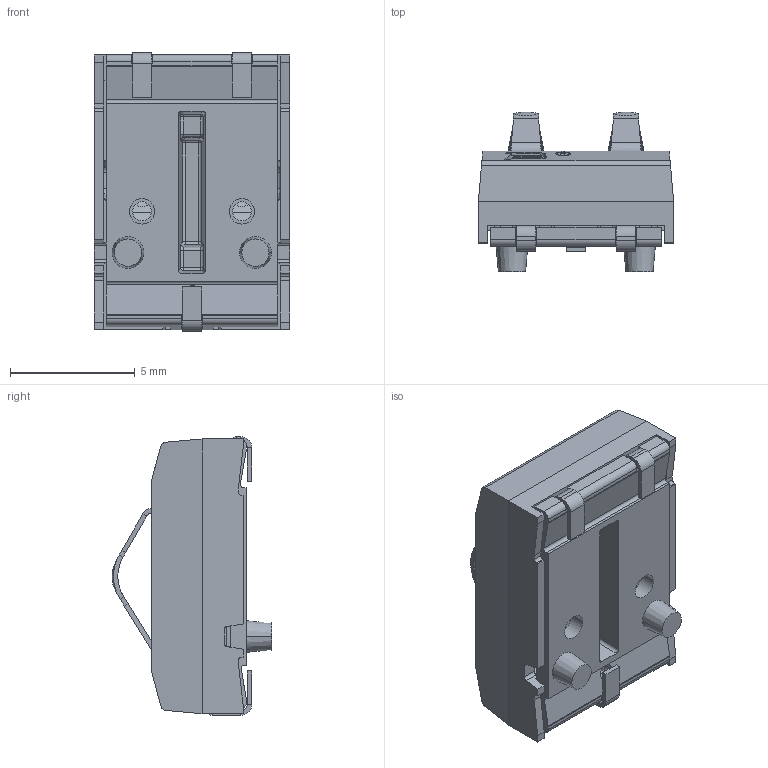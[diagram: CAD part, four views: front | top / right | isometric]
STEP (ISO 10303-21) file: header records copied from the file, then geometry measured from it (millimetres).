
FILE_DESCRIPTION((''),'2;1');
FILE_NAME('33756-73702','2021-04-30T11:09:58',('RICKB'),('Bourns, Inc.'),'CREO PARAMETRIC BY PTC INC, 2018050','CREO PARAMETRIC BY PTC INC, 2018050','');
FILE_SCHEMA(('AUTOMOTIVE_DESIGN { 1 0 10303 214 1 1 1 1 }'));
Length unit declared in the file: inch
Products named in the file (1): 33756-73702
Bounding box: 7.82 x 6.39 x 11.15 mm (x, y, z)
Volume: 162.2 mm3; surface area: 710.1 mm2
Topology: 1 solids, 1 shells, 637 faces, 1729 edges, 1074 vertices
Faces by surface type: plane 429, cylinder 154, bspline 42, sphere 8, cone 4
Entity records: 27736 total; most frequent: CARTESIAN_POINT 6665, ORIENTED_EDGE 3442, DIRECTION 3037, PRESENTATION_STYLE_ASSIGNMENT 1730, STYLED_ITEM 1722, CURVE_STYLE 1721, EDGE_CURVE 1721, VECTOR 1271
